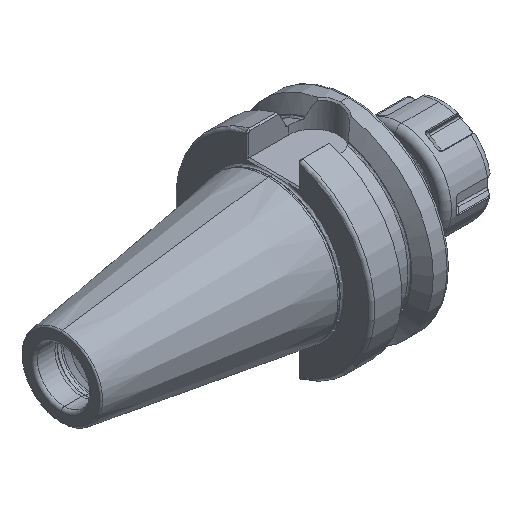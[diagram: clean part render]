
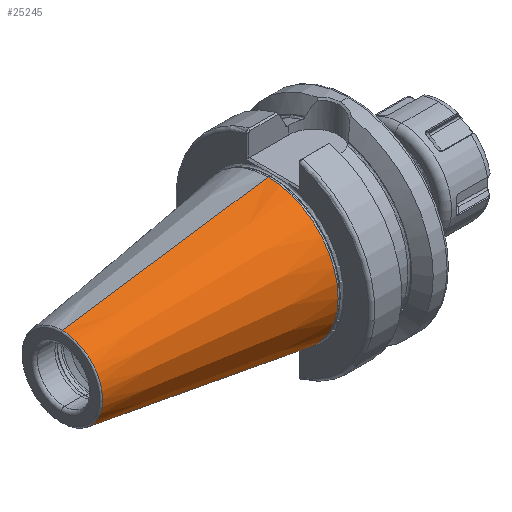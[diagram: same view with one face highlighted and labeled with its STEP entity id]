
A CAD part, isometric view. The second image highlights one B-rep face of the part: STEP entity #25245.
In plain terms, the highlighted conical face has half-angle 8.297 degrees and reference radius 22.298 mm.
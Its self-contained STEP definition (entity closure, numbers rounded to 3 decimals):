
#335 = EDGE_CURVE ( 'NONE', #21025, #20996, #5077, .T. ) ;
#359 = EDGE_CURVE ( 'NONE', #21002, #20990, #5053, .T. ) ;
#672 = EDGE_LOOP ( 'NONE', ( #11007, #10494, #11005, #10437 ) ) ;
#1570 = AXIS2_PLACEMENT_3D ( 'NONE', #6462, #6463, #6464 ) ;
#1571 = AXIS2_PLACEMENT_3D ( 'NONE', #14648, #14649, #14603 ) ;
#3289 = LINE ( 'NONE', #9840, #3297 ) ;
#3290 = VECTOR ( 'NONE', #9944, 1000. ) ;
#3297 = VECTOR ( 'NONE', #9833, 1000. ) ;
#3308 = LINE ( 'NONE', #9837, #3290 ) ;
#5053 = CIRCLE ( 'NONE', #1571, 12.75 ) ;
#5077 = CIRCLE ( 'NONE', #1570, 22.298 ) ;
#6102 = EDGE_CURVE ( 'NONE', #21002, #21025, #3289, .T. ) ;
#6110 = EDGE_CURVE ( 'NONE', #20990, #20996, #3308, .T. ) ;
#6462 = CARTESIAN_POINT ( 'NONE',  ( -1.5, 0., 0. ) ) ;
#6463 = DIRECTION ( 'NONE',  ( 1., 0., 0. ) ) ;
#6464 = DIRECTION ( 'NONE',  ( 0., 0., -1. ) ) ;
#7271 = AXIS2_PLACEMENT_3D ( 'NONE', #11378, #11369, #11376 ) ;
#7796 = CARTESIAN_POINT ( 'NONE',  ( -1.5, 0., 22.298 ) ) ;
#9339 = CARTESIAN_POINT ( 'NONE',  ( -66.972, 0., 12.75 ) ) ;
#9342 = CARTESIAN_POINT ( 'NONE',  ( -66.972, 0., -12.75 ) ) ;
#9358 = CARTESIAN_POINT ( 'NONE',  ( -1.5, 0., -22.298 ) ) ;
#9833 = DIRECTION ( 'NONE',  ( 0.99, 0., 0.144 ) ) ;
#9837 = CARTESIAN_POINT ( 'NONE',  ( -1.5, 0., -22.298 ) ) ;
#9840 = CARTESIAN_POINT ( 'NONE',  ( -1.5, 0., 22.298 ) ) ;
#9944 = DIRECTION ( 'NONE',  ( 0.99, 0., -0.144 ) ) ;
#10437 = ORIENTED_EDGE ( 'NONE', *, *, #335, .F. ) ;
#10494 = ORIENTED_EDGE ( 'NONE', *, *, #359, .T. ) ;
#11005 = ORIENTED_EDGE ( 'NONE', *, *, #6110, .T. ) ;
#11007 = ORIENTED_EDGE ( 'NONE', *, *, #6102, .F. ) ;
#11369 = DIRECTION ( 'NONE',  ( 1., 0., 0. ) ) ;
#11376 = DIRECTION ( 'NONE',  ( 0., 0., -1. ) ) ;
#11378 = CARTESIAN_POINT ( 'NONE',  ( -1.5, 0., 0. ) ) ;
#14603 = DIRECTION ( 'NONE',  ( 0., 0., -1. ) ) ;
#14648 = CARTESIAN_POINT ( 'NONE',  ( -66.972, 0., 0. ) ) ;
#14649 = DIRECTION ( 'NONE',  ( 1., 0., 0. ) ) ;
#20990 = VERTEX_POINT ( 'NONE', #9342 ) ;
#20996 = VERTEX_POINT ( 'NONE', #9358 ) ;
#21002 = VERTEX_POINT ( 'NONE', #9339 ) ;
#21025 = VERTEX_POINT ( 'NONE', #7796 ) ;
#22680 = CONICAL_SURFACE ( 'NONE', #7271, 22.298, 0.145 ) ;
#22711 = FACE_OUTER_BOUND ( 'NONE', #672, .T. ) ;
#25245 = ADVANCED_FACE ( 'NONE', ( #22711 ), #22680, .T. ) ;
